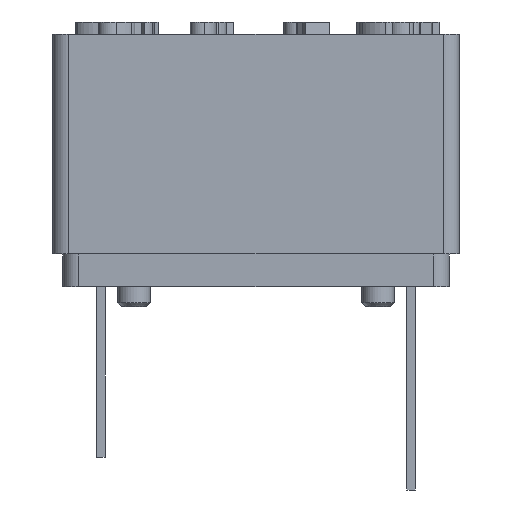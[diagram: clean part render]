
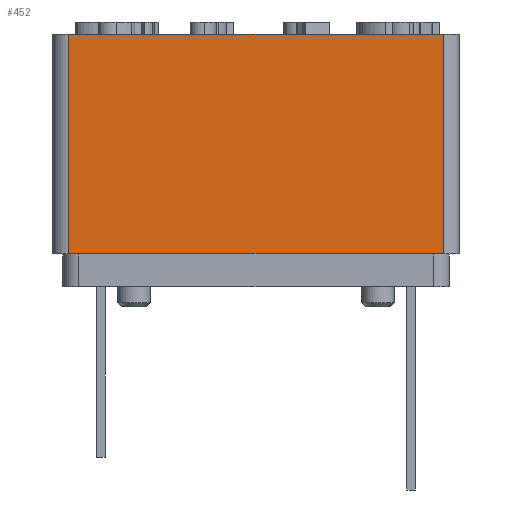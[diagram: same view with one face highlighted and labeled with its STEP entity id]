
A CAD part, front view. The second image highlights one B-rep face of the part: STEP entity #452.
In plain terms, the highlighted planar face has unit normal (0, -1, 0).
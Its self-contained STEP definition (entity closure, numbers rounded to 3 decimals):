
#452 = ADVANCED_FACE( '', ( #1106 ), #1107, .T. );
#1106 = FACE_OUTER_BOUND( '', #1819, .T. );
#1107 = PLANE( '', #1820 );
#1819 = EDGE_LOOP( '', ( #4297, #4298, #4299, #4300 ) );
#1820 = AXIS2_PLACEMENT_3D( '', #4301, #4302, #4303 );
#4297 = ORIENTED_EDGE( '', *, *, #4861, .F. );
#4298 = ORIENTED_EDGE( '', *, *, #5520, .F. );
#4299 = ORIENTED_EDGE( '', *, *, #5515, .T. );
#4300 = ORIENTED_EDGE( '', *, *, #5521, .T. );
#4301 = CARTESIAN_POINT( '', ( -4.6, -5., -5.4 ) );
#4302 = DIRECTION( '', ( 0., -1., 0. ) );
#4303 = DIRECTION( '', ( 0., 0., -1. ) );
#4861 = EDGE_CURVE( '', #5879, #5881, #5882, .T. );
#5515 = EDGE_CURVE( '', #6933, #6931, #6934, .T. );
#5520 = EDGE_CURVE( '', #6933, #5879, #6939, .T. );
#5521 = EDGE_CURVE( '', #6931, #5881, #6940, .T. );
#5879 = VERTEX_POINT( '', #7397 );
#5881 = VERTEX_POINT( '', #7399 );
#5882 = LINE( '', #7400, #7401 );
#6931 = VERTEX_POINT( '', #8916 );
#6933 = VERTEX_POINT( '', #8918 );
#6934 = LINE( '', #8919, #8920 );
#6939 = LINE( '', #8928, #8929 );
#6940 = LINE( '', #8930, #8931 );
#7397 = CARTESIAN_POINT( '', ( -4.6, -5., 0. ) );
#7399 = CARTESIAN_POINT( '', ( 4.6, -5., 0. ) );
#7400 = CARTESIAN_POINT( '', ( -4.6, -5., 0. ) );
#7401 = VECTOR( '', #9470, 1000. );
#8916 = CARTESIAN_POINT( '', ( 4.6, -5., -5.4 ) );
#8918 = CARTESIAN_POINT( '', ( -4.6, -5., -5.4 ) );
#8919 = CARTESIAN_POINT( '', ( -4.6, -5., -5.4 ) );
#8920 = VECTOR( '', #10498, 1000. );
#8928 = CARTESIAN_POINT( '', ( -4.6, -5., -5.4 ) );
#8929 = VECTOR( '', #10505, 1000. );
#8930 = CARTESIAN_POINT( '', ( 4.6, -5., -5.4 ) );
#8931 = VECTOR( '', #10506, 1000. );
#9470 = DIRECTION( '', ( 1., 0., 0. ) );
#10498 = DIRECTION( '', ( 1., 0., 0. ) );
#10505 = DIRECTION( '', ( 0., 0., 1. ) );
#10506 = DIRECTION( '', ( 0., 0., 1. ) );
